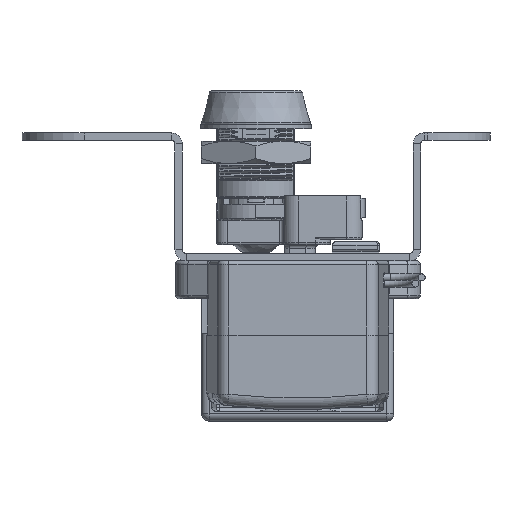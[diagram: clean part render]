
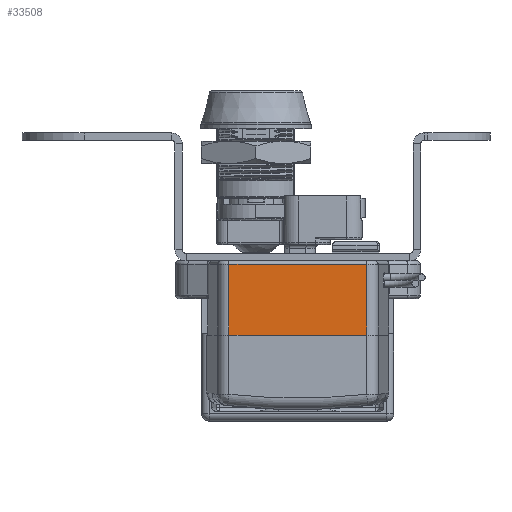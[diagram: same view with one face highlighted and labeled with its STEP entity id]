
A CAD part, front view. The second image highlights one B-rep face of the part: STEP entity #33508.
In plain terms, the highlighted planar face has unit normal (0, -1, 0).
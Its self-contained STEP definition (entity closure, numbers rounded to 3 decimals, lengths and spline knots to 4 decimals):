
#1196=PLANE('',#36083);
#2828=FACE_OUTER_BOUND('',#4682,.T.);
#4682=EDGE_LOOP('',(#27963,#27964,#27965,#27966));
#8859=LINE('',#63337,#11530);
#9128=LINE('',#64161,#11799);
#9264=LINE('',#64581,#11935);
#9265=LINE('',#64583,#11936);
#11530=VECTOR('',#42036,0.3937);
#11799=VECTOR('',#42797,0.3937);
#11935=VECTOR('',#43223,0.3937);
#11936=VECTOR('',#43226,0.3937);
#14660=VERTEX_POINT('',#63331);
#14661=VERTEX_POINT('',#63335);
#14909=VERTEX_POINT('',#64155);
#14910=VERTEX_POINT('',#64159);
#18876=EDGE_CURVE('',#14661,#14660,#8859,.T.);
#19265=EDGE_CURVE('',#14910,#14909,#9128,.T.);
#19466=EDGE_CURVE('',#14909,#14661,#9264,.T.);
#19467=EDGE_CURVE('',#14660,#14910,#9265,.T.);
#27963=ORIENTED_EDGE('',*,*,#19265,.F.);
#27964=ORIENTED_EDGE('',*,*,#19467,.F.);
#27965=ORIENTED_EDGE('',*,*,#18876,.F.);
#27966=ORIENTED_EDGE('',*,*,#19466,.F.);
#33508=ADVANCED_FACE('',(#2828),#1196,.T.);
#36083=AXIS2_PLACEMENT_3D('',#64582,#43224,#43225);
#42036=DIRECTION('',(-1.,0.,0.));
#42797=DIRECTION('',(1.,0.,0.));
#43223=DIRECTION('',(0.,0.,-1.));
#43224=DIRECTION('center_axis',(0.,-1.,0.));
#43225=DIRECTION('ref_axis',(-1.,0.,0.));
#43226=DIRECTION('',(0.,0.,1.));
#63331=CARTESIAN_POINT('',(-0.078,-4.4145,-0.7867));
#63335=CARTESIAN_POINT('',(1.0254,-4.4145,-0.7867));
#63337=CARTESIAN_POINT('',(1.1097,-4.4145,-0.7867));
#64155=CARTESIAN_POINT('',(1.0254,-4.4145,-0.2207));
#64159=CARTESIAN_POINT('',(-0.078,-4.4145,-0.2207));
#64161=CARTESIAN_POINT('',(0.7917,-4.4145,-0.2207));
#64581=CARTESIAN_POINT('',(1.0254,-4.4145,-0.1907));
#64582=CARTESIAN_POINT('Origin',(1.1097,-4.4145,-0.1907));
#64583=CARTESIAN_POINT('',(-0.078,-4.4145,-0.1907));
